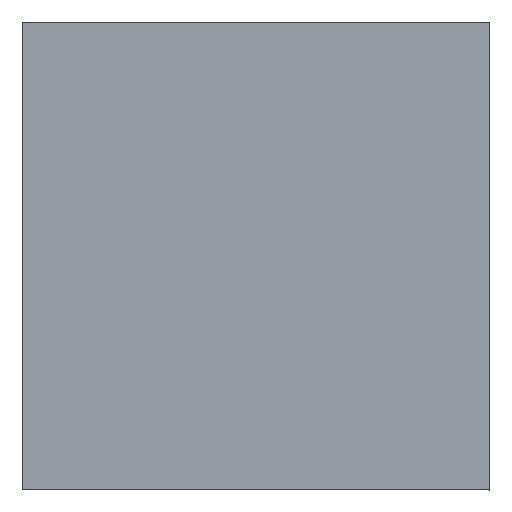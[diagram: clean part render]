
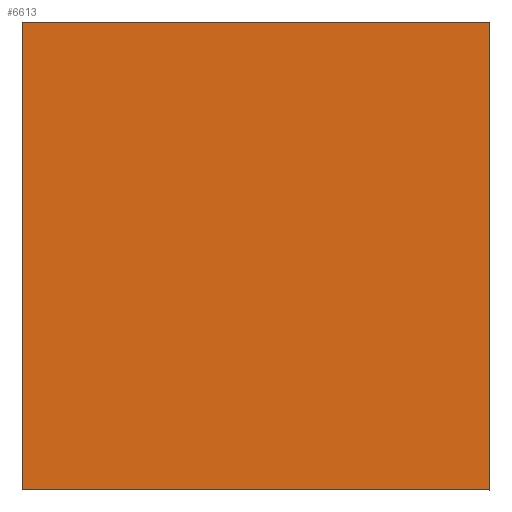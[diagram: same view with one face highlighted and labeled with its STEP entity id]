
A CAD part, top view. The second image highlights one B-rep face of the part: STEP entity #6613.
In plain terms, the highlighted planar face has unit normal (0, 0, 1).
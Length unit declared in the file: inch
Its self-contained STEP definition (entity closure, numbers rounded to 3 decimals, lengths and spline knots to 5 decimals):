
#551=FACE_OUTER_BOUND('',#945,.T.);
#945=EDGE_LOOP('',(#5719,#5720,#5721,#5722));
#1751=LINE('',#10424,#2601);
#1754=LINE('',#10430,#2604);
#1757=LINE('',#10436,#2607);
#1760=LINE('',#10440,#2610);
#2601=VECTOR('',#8531,0.3937);
#2604=VECTOR('',#8536,0.3937);
#2607=VECTOR('',#8541,0.3937);
#2610=VECTOR('',#8546,0.3937);
#3225=VERTEX_POINT('',#10421);
#3226=VERTEX_POINT('',#10423);
#3228=VERTEX_POINT('',#10429);
#3230=VERTEX_POINT('',#10435);
#4067=EDGE_CURVE('',#3226,#3225,#1751,.T.);
#4070=EDGE_CURVE('',#3228,#3226,#1754,.T.);
#4073=EDGE_CURVE('',#3230,#3228,#1757,.T.);
#4076=EDGE_CURVE('',#3225,#3230,#1760,.T.);
#5719=ORIENTED_EDGE('',*,*,#4076,.T.);
#5720=ORIENTED_EDGE('',*,*,#4073,.T.);
#5721=ORIENTED_EDGE('',*,*,#4070,.T.);
#5722=ORIENTED_EDGE('',*,*,#4067,.T.);
#6302=PLANE('',#7113);
#6613=ADVANCED_FACE('',(#551),#6302,.T.);
#7113=AXIS2_PLACEMENT_3D('',#10441,#8547,#8548);
#8531=DIRECTION('',(1.,0.,0.));
#8536=DIRECTION('',(0.,-1.,0.));
#8541=DIRECTION('',(-1.,0.,0.));
#8546=DIRECTION('',(0.,1.,0.));
#8547=DIRECTION('center_axis',(0.,0.,1.));
#8548=DIRECTION('ref_axis',(1.,0.,0.));
#10421=CARTESIAN_POINT('',(8.75,-8.75,0.25));
#10423=CARTESIAN_POINT('',(-8.75,-8.75,0.25));
#10424=CARTESIAN_POINT('',(-8.75,-8.75,0.25));
#10429=CARTESIAN_POINT('',(-8.75,8.75,0.25));
#10430=CARTESIAN_POINT('',(-8.75,8.75,0.25));
#10435=CARTESIAN_POINT('',(8.75,8.75,0.25));
#10436=CARTESIAN_POINT('',(8.75,8.75,0.25));
#10440=CARTESIAN_POINT('',(8.75,-8.75,0.25));
#10441=CARTESIAN_POINT('Origin',(0.,0.,0.25));
